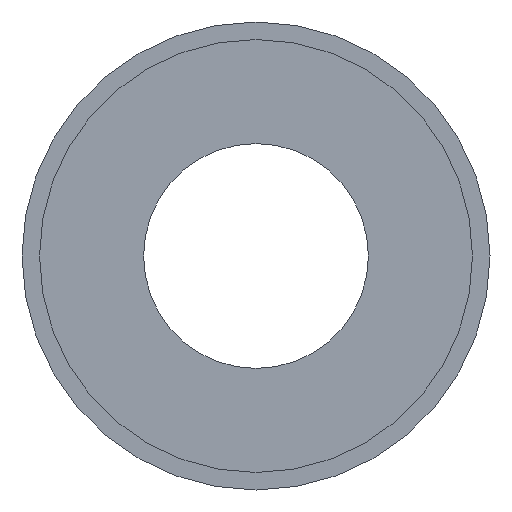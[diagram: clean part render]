
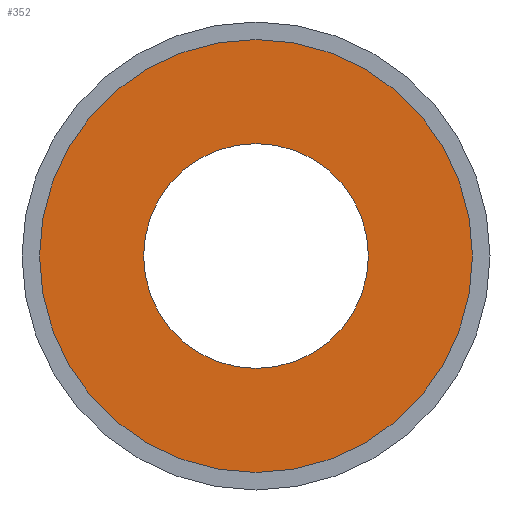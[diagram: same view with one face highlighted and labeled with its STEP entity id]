
A CAD part, front view. The second image highlights one B-rep face of the part: STEP entity #352.
In plain terms, the highlighted planar face has unit normal (0, -1, 0).
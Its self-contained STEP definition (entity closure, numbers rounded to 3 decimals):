
#3 = ORIENTED_EDGE ( 'NONE', *, *, #33, .T. ) ;
#5 = VERTEX_POINT ( 'NONE', #218 ) ;
#7 = PLANE ( 'NONE',  #107 ) ;
#8 = CARTESIAN_POINT ( 'NONE',  ( 0., 5.5, 0. ) ) ;
#9 = DIRECTION ( 'NONE',  ( 0., 1., 0. ) ) ;
#10 = CIRCLE ( 'NONE', #91, 24.1 ) ;
#15 = EDGE_CURVE ( 'NONE', #387, #5, #355, .T. ) ;
#24 = EDGE_LOOP ( 'NONE', ( #3, #234 ) ) ;
#30 = CARTESIAN_POINT ( 'NONE',  ( 0., 5.5, 0. ) ) ;
#33 = EDGE_CURVE ( 'NONE', #378, #202, #110, .T. ) ;
#55 = DIRECTION ( 'NONE',  ( 0., 1., 0. ) ) ;
#77 = AXIS2_PLACEMENT_3D ( 'NONE', #344, #275, #150 ) ;
#91 = AXIS2_PLACEMENT_3D ( 'NONE', #390, #55, #203 ) ;
#106 = CARTESIAN_POINT ( 'NONE',  ( 24.1, 5.5, 0. ) ) ;
#107 = AXIS2_PLACEMENT_3D ( 'NONE', #106, #182, #195 ) ;
#110 = CIRCLE ( 'NONE', #292, 12.2 ) ;
#121 = DIRECTION ( 'NONE',  ( 0., 0., 1. ) ) ;
#133 = DIRECTION ( 'NONE',  ( 0., 1., 0. ) ) ;
#150 = DIRECTION ( 'NONE',  ( 0., 0., 1. ) ) ;
#163 = ORIENTED_EDGE ( 'NONE', *, *, #362, .F. ) ;
#182 = DIRECTION ( 'NONE',  ( 0., 1., 0. ) ) ;
#195 = DIRECTION ( 'NONE',  ( 0., 0., 1. ) ) ;
#202 = VERTEX_POINT ( 'NONE', #321 ) ;
#203 = DIRECTION ( 'NONE',  ( 0., 0., 1. ) ) ;
#218 = CARTESIAN_POINT ( 'NONE',  ( 0., 5.5, -24.1 ) ) ;
#234 = ORIENTED_EDGE ( 'NONE', *, *, #367, .T. ) ;
#265 = CARTESIAN_POINT ( 'NONE',  ( 0., 5.5, 24.1 ) ) ;
#272 = CIRCLE ( 'NONE', #77, 12.2 ) ;
#275 = DIRECTION ( 'NONE',  ( 0., 1., 0. ) ) ;
#280 = FACE_BOUND ( 'NONE', #24, .T. ) ;
#284 = ORIENTED_EDGE ( 'NONE', *, *, #15, .F. ) ;
#292 = AXIS2_PLACEMENT_3D ( 'NONE', #8, #9, #358 ) ;
#321 = CARTESIAN_POINT ( 'NONE',  ( 0., 5.5, -12.2 ) ) ;
#324 = EDGE_LOOP ( 'NONE', ( #284, #163 ) ) ;
#344 = CARTESIAN_POINT ( 'NONE',  ( 0., 5.5, 0. ) ) ;
#352 = ADVANCED_FACE ( 'NONE', ( #363, #280 ), #7, .F. ) ;
#355 = CIRCLE ( 'NONE', #357, 24.1 ) ;
#357 = AXIS2_PLACEMENT_3D ( 'NONE', #30, #133, #121 ) ;
#358 = DIRECTION ( 'NONE',  ( 0., 0., 1. ) ) ;
#362 = EDGE_CURVE ( 'NONE', #5, #387, #10, .T. ) ;
#363 = FACE_OUTER_BOUND ( 'NONE', #324, .T. ) ;
#367 = EDGE_CURVE ( 'NONE', #202, #378, #272, .T. ) ;
#378 = VERTEX_POINT ( 'NONE', #384 ) ;
#384 = CARTESIAN_POINT ( 'NONE',  ( 0., 5.5, 12.2 ) ) ;
#387 = VERTEX_POINT ( 'NONE', #265 ) ;
#390 = CARTESIAN_POINT ( 'NONE',  ( 0., 5.5, 0. ) ) ;
